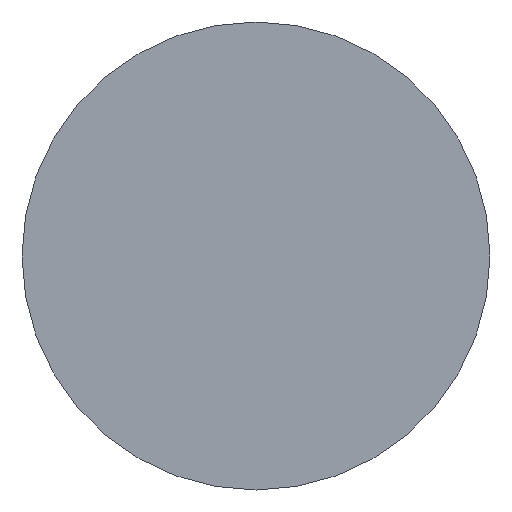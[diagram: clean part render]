
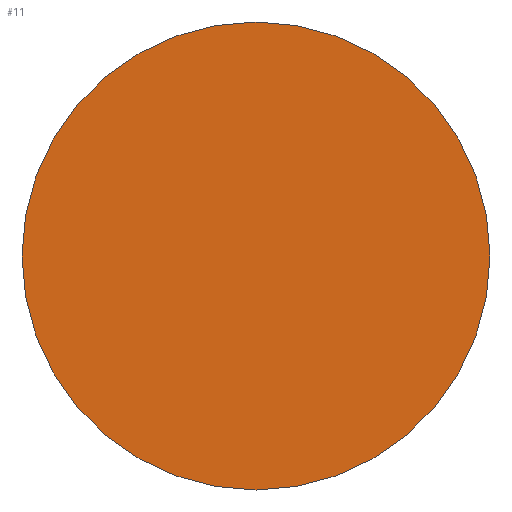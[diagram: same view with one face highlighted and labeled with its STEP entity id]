
A CAD part, left-side view. The second image highlights one B-rep face of the part: STEP entity #11.
In plain terms, the highlighted planar face has unit normal (-1, 0, 0).
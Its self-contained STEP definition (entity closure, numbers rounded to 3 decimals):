
#2 = VERTEX_POINT ( 'NONE', #139 ) ;
#7 = CARTESIAN_POINT ( 'NONE',  ( 51.204, 12.933, -0.5 ) ) ;
#11 = ADVANCED_FACE ( 'NONE', ( #104 ), #96, .F. ) ;
#13 = DIRECTION ( 'NONE',  ( -1., 0., 0. ) ) ;
#16 = DIRECTION ( 'NONE',  ( 0., 0., 1. ) ) ;
#21 = VERTEX_POINT ( 'NONE', #7 ) ;
#27 = DIRECTION ( 'NONE',  ( -1., 0., 0. ) ) ;
#39 = EDGE_CURVE ( 'NONE', #2, #21, #58, .T. ) ;
#40 = EDGE_LOOP ( 'NONE', ( #156, #169 ) ) ;
#51 = CIRCLE ( 'NONE', #121, 0.5 ) ;
#58 = CIRCLE ( 'NONE', #91, 0.5 ) ;
#79 = AXIS2_PLACEMENT_3D ( 'NONE', #164, #81, #150 ) ;
#81 = DIRECTION ( 'NONE',  ( 1., 0., 0. ) ) ;
#91 = AXIS2_PLACEMENT_3D ( 'NONE', #98, #13, #16 ) ;
#95 = DIRECTION ( 'NONE',  ( 0., 0., 1. ) ) ;
#96 = PLANE ( 'NONE',  #79 ) ;
#98 = CARTESIAN_POINT ( 'NONE',  ( 51.204, 12.933, 0. ) ) ;
#104 = FACE_OUTER_BOUND ( 'NONE', #40, .T. ) ;
#121 = AXIS2_PLACEMENT_3D ( 'NONE', #141, #27, #95 ) ;
#139 = CARTESIAN_POINT ( 'NONE',  ( 51.204, 12.933, 0.5 ) ) ;
#141 = CARTESIAN_POINT ( 'NONE',  ( 51.204, 12.933, 0. ) ) ;
#145 = EDGE_CURVE ( 'NONE', #21, #2, #51, .T. ) ;
#150 = DIRECTION ( 'NONE',  ( 0., 0., -1. ) ) ;
#156 = ORIENTED_EDGE ( 'NONE', *, *, #39, .T. ) ;
#164 = CARTESIAN_POINT ( 'NONE',  ( 51.204, 12.933, 0. ) ) ;
#169 = ORIENTED_EDGE ( 'NONE', *, *, #145, .T. ) ;
